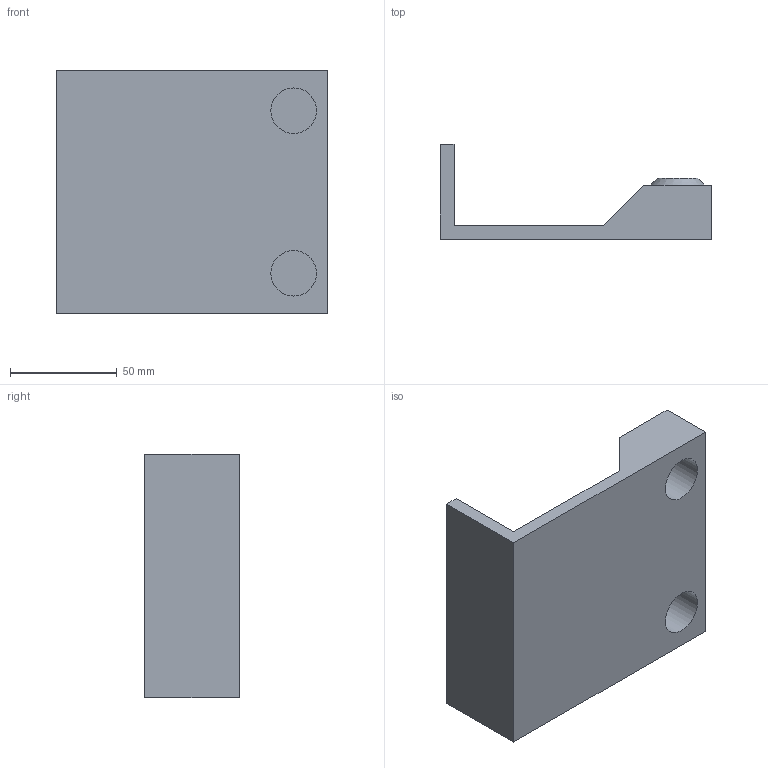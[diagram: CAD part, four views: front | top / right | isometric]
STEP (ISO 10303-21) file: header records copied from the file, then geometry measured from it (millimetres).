
FILE_DESCRIPTION(/* description */ (''),/* implementation_level */ '2;1');
FILE_NAME(/* name */ 'Cameratop.stp',/* time_stamp */ '2025-05-17T23:20:08-04:00',/* author */ ('Designer'),/* organization */ (''),/* preprocessor_version */ 'ST-DEVELOPER v20',/* originating_system */ 'Autodesk Inventor 2024',/* authorisation */ '');
FILE_SCHEMA (('AUTOMOTIVE_DESIGN { 1 0 10303 214 3 1 1 }'));
Length unit declared in the file: inch
Products named in the file (1): Cameratop
Bounding box: 127 x 44.45 x 114.3 mm (x, y, z)
Volume: 194011.6 mm3; surface area: 49531 mm2
Topology: 1 solids, 1 shells, 18 faces, 43 edges, 37 vertices
Faces by surface type: plane 14, cone 2, cylinder 2
Full cylindrical faces by diameter (mm): 21.336 x2
Entity records: 564 total; most frequent: CARTESIAN_POINT 92, DIRECTION 86, ORIENTED_EDGE 72, EDGE_CURVE 36, AXIS2_PLACEMENT_3D 29, LINE 28, VECTOR 28, VERTEX_POINT 24
